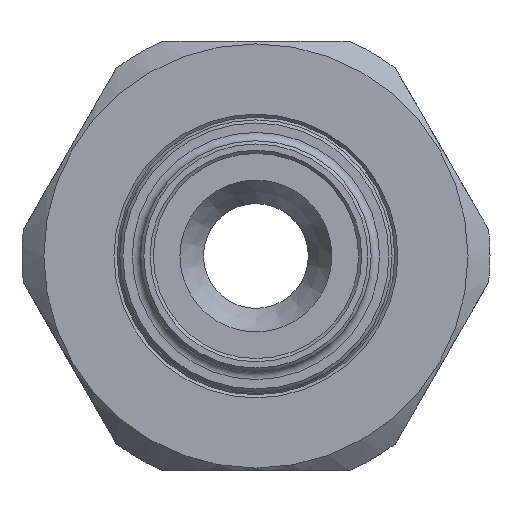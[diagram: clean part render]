
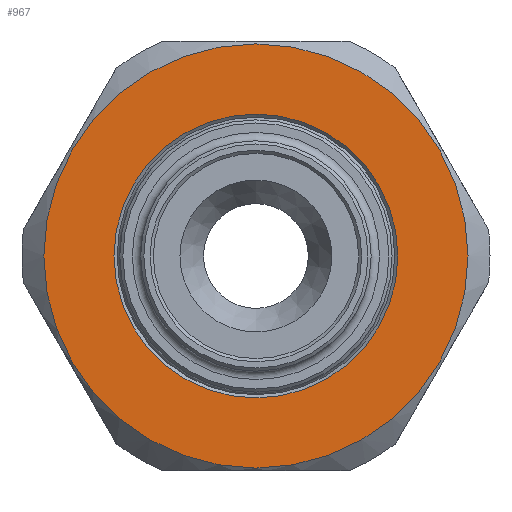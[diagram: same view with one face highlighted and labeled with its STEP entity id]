
A CAD part, left-side view. The second image highlights one B-rep face of the part: STEP entity #967.
In plain terms, the highlighted planar face has unit normal (-1, 0, 0).
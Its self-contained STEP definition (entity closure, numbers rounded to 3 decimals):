
#38=FACE_BOUND('',#189,.T.);
#93=PLANE('',#1125);
#127=FACE_OUTER_BOUND('',#188,.T.);
#188=EDGE_LOOP('',(#747));
#189=EDGE_LOOP('',(#748));
#347=CIRCLE('',#1105,20.25);
#357=CIRCLE('',#1124,13.55);
#438=VERTEX_POINT('',#1668);
#447=VERTEX_POINT('',#1703);
#545=EDGE_CURVE('',#438,#438,#347,.T.);
#559=EDGE_CURVE('',#447,#447,#357,.T.);
#747=ORIENTED_EDGE('',*,*,#545,.T.);
#748=ORIENTED_EDGE('',*,*,#559,.F.);
#967=ADVANCED_FACE('',(#127,#38),#93,.T.);
#1105=AXIS2_PLACEMENT_3D('',#1670,#1293,#1294);
#1124=AXIS2_PLACEMENT_3D('',#1704,#1334,#1335);
#1125=AXIS2_PLACEMENT_3D('',#1706,#1337,#1338);
#1293=DIRECTION('center_axis',(-1.,0.,0.));
#1294=DIRECTION('ref_axis',(0.,1.,0.));
#1334=DIRECTION('center_axis',(-1.,0.,0.));
#1335=DIRECTION('ref_axis',(0.,0.,-1.));
#1337=DIRECTION('center_axis',(-1.,0.,0.));
#1338=DIRECTION('ref_axis',(0.,0.,1.));
#1668=CARTESIAN_POINT('',(-16.,-20.25,0.));
#1670=CARTESIAN_POINT('Origin',(-16.,0.,0.));
#1703=CARTESIAN_POINT('',(-16.,0.,13.55));
#1704=CARTESIAN_POINT('Origin',(-16.,0.,0.));
#1706=CARTESIAN_POINT('Origin',(-16.,0.,0.));
